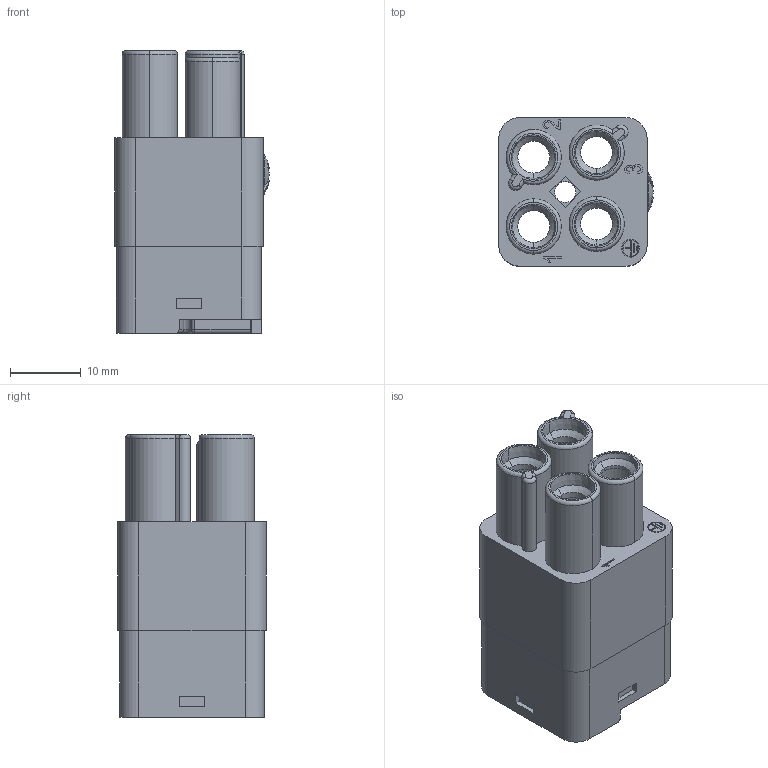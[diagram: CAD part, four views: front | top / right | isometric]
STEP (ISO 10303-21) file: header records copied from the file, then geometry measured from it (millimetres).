
FILE_DESCRIPTION(('Creo Elements/Direct Modeling STEP Export'),'2;1');
FILE_NAME('0lndqdl3timnjnb128','2015-11-05T13:30:29',(''),(''),'PTC Creo Elements/Direct Modeling STEP processor for AP214 (Solid Model)','PTC Creo Elements/Direct Modeling 19.0B 21-Mar-2015 (C) Parametric Technology GmbH','');
FILE_SCHEMA(('AUTOMOTIVE_DESIGN { 1 0 10303 214 1 1 1 1 }'));
Length unit declared in the file: millimetre
Products named in the file (2): CQ4F_03
Assembly tree (1 placements, depth 2):
  CQ4F_03
    CQ4F_03
Bounding box: 21.87 x 21 x 40 mm (x, y, z)
Volume: 8025.5 mm3; surface area: 7658.9 mm2
Topology: 1 solids, 1 shells, 562 faces, 1524 edges, 995 vertices
Faces by surface type: plane 425, cylinder 77, cone 36, torus 11, extrusion 9, sphere 4
Entity records: 20194 total; most frequent: CARTESIAN_POINT 3657, ORIENTED_EDGE 3044, DIRECTION 2634, EDGE_CURVE 1522, VECTOR 1230, LINE 1221, VERTEX_POINT 995, AXIS2_PLACEMENT_3D 702
